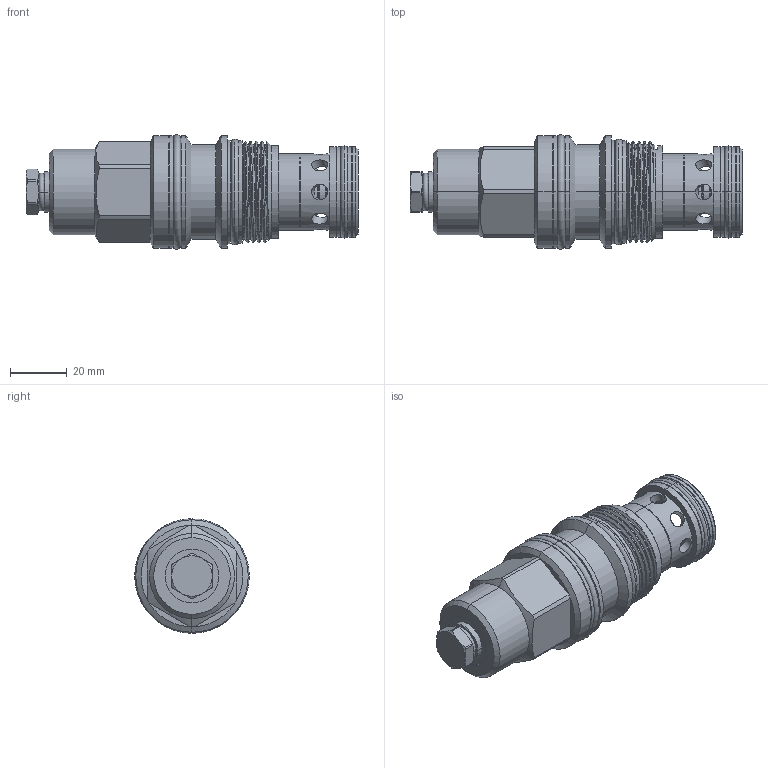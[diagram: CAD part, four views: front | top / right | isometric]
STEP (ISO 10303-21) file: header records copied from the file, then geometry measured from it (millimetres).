
FILE_DESCRIPTION (( 'STEP AP203' ), '1' );
FILE_NAME ('LN17A3S-N.STEP', '2020-03-23T01:03:20', ( '' ), ( '' ), 'SwSTEP 2.0', 'SolidWorks 2018', '' );
FILE_SCHEMA (( 'CONFIG_CONTROL_DESIGN' ));
Length unit declared in the file: millimetre
Products named in the file (1): LN17A3S-N
Bounding box: 117.03 x 40.39 x 40.39 mm (x, y, z)
Volume: 89489.1 mm3; surface area: 25074.8 mm2
Topology: 6 solids, 9 shells, 273 faces, 623 edges, 379 vertices
Faces by surface type: cylinder 122, cone 72, plane 55, torus 19, bspline 3, sphere 2
Entity records: 10127 total; most frequent: CARTESIAN_POINT 3839, DIRECTION 1373, ORIENTED_EDGE 1246, EDGE_CURVE 623, AXIS2_PLACEMENT_3D 585, VERTEX_POINT 379, EDGE_LOOP 318, CIRCLE 314
